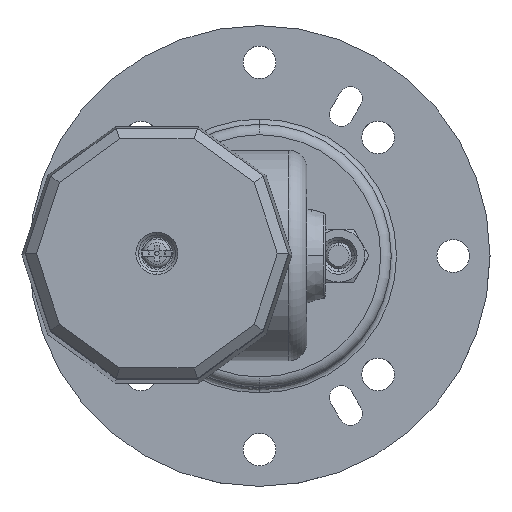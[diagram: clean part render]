
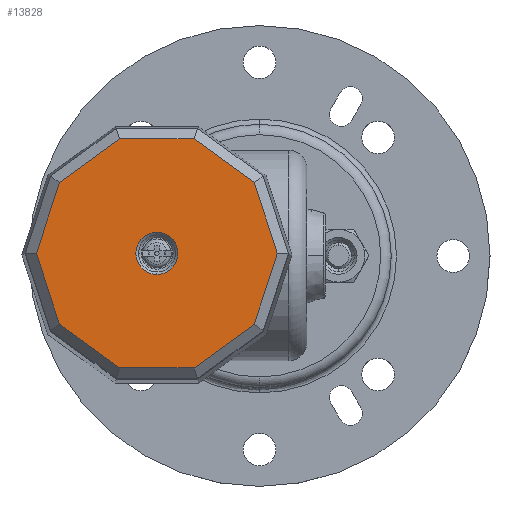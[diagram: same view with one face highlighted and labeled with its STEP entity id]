
A CAD part, top view. The second image highlights one B-rep face of the part: STEP entity #13828.
In plain terms, the highlighted planar face has unit normal (0, 0, 1).
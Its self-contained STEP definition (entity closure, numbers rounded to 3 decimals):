
#13060=CARTESIAN_POINT('',(-19.5,-4.,336.));
#13061=VERTEX_POINT('',#13060);
#13070=CARTESIAN_POINT('',(-19.5,4.,336.));
#13071=VERTEX_POINT('',#13070);
#13072=CARTESIAN_POINT('',(-19.5,0.,336.));
#13073=DIRECTION('',(0.0,0.0,1.0));
#13074=DIRECTION('',(0.0,-1.0,0.0));
#13075=AXIS2_PLACEMENT_3D('',#13072,#13073,#13074);
#13076=CIRCLE('',#13075,4.0);
#13077=EDGE_CURVE('',#13061,#13071,#13076,.T.);
#13566=CARTESIAN_POINT('',(-26.567,-21.75,336.));
#13567=VERTEX_POINT('',#13566);
#13568=CARTESIAN_POINT('',(-38.002,-13.442,336.));
#13569=VERTEX_POINT('',#13568);
#13570=CARTESIAN_POINT('',(-26.567,-21.75,336.));
#13571=DIRECTION('',(-0.809,0.588,0.0));
#13572=VECTOR('',#13571,14.134);
#13573=LINE('',#13570,#13572);
#13574=EDGE_CURVE('',#13567,#13569,#13573,.T.);
#13597=CARTESIAN_POINT('',(-42.369,0.,336.));
#13598=VERTEX_POINT('',#13597);
#13599=CARTESIAN_POINT('',(-38.002,-13.442,336.));
#13600=DIRECTION('',(-0.309,0.951,0.0));
#13601=VECTOR('',#13600,14.134);
#13602=LINE('',#13599,#13601);
#13603=EDGE_CURVE('',#13569,#13598,#13602,.T.);
#13621=CARTESIAN_POINT('',(-38.002,13.442,336.));
#13622=VERTEX_POINT('',#13621);
#13623=CARTESIAN_POINT('',(-42.369,0.,336.));
#13624=DIRECTION('',(0.309,0.951,0.0));
#13625=VECTOR('',#13624,14.134);
#13626=LINE('',#13623,#13625);
#13627=EDGE_CURVE('',#13598,#13622,#13626,.T.);
#13645=CARTESIAN_POINT('',(-26.567,21.75,336.));
#13646=VERTEX_POINT('',#13645);
#13647=CARTESIAN_POINT('',(-38.002,13.442,336.));
#13648=DIRECTION('',(0.809,0.588,0.0));
#13649=VECTOR('',#13648,14.134);
#13650=LINE('',#13647,#13649);
#13651=EDGE_CURVE('',#13622,#13646,#13650,.T.);
#13669=CARTESIAN_POINT('',(-12.433,21.75,336.));
#13670=VERTEX_POINT('',#13669);
#13671=CARTESIAN_POINT('',(-26.567,21.75,336.));
#13672=DIRECTION('',(1.0,0.0,0.0));
#13673=VECTOR('',#13672,14.134);
#13674=LINE('',#13671,#13673);
#13675=EDGE_CURVE('',#13646,#13670,#13674,.T.);
#13693=CARTESIAN_POINT('',(-0.998,13.442,336.));
#13694=VERTEX_POINT('',#13693);
#13695=CARTESIAN_POINT('',(-12.433,21.75,336.));
#13696=DIRECTION('',(0.809,-0.588,0.0));
#13697=VECTOR('',#13696,14.134);
#13698=LINE('',#13695,#13697);
#13699=EDGE_CURVE('',#13670,#13694,#13698,.T.);
#13717=CARTESIAN_POINT('',(3.369,0.,336.));
#13718=VERTEX_POINT('',#13717);
#13719=CARTESIAN_POINT('',(-0.998,13.442,336.));
#13720=DIRECTION('',(0.309,-0.951,0.0));
#13721=VECTOR('',#13720,14.134);
#13722=LINE('',#13719,#13721);
#13723=EDGE_CURVE('',#13694,#13718,#13722,.T.);
#13741=CARTESIAN_POINT('',(-0.998,-13.442,336.));
#13742=VERTEX_POINT('',#13741);
#13743=CARTESIAN_POINT('',(3.369,0.,336.));
#13744=DIRECTION('',(-0.309,-0.951,0.0));
#13745=VECTOR('',#13744,14.134);
#13746=LINE('',#13743,#13745);
#13747=EDGE_CURVE('',#13718,#13742,#13746,.T.);
#13765=CARTESIAN_POINT('',(-12.433,-21.75,336.));
#13766=VERTEX_POINT('',#13765);
#13767=CARTESIAN_POINT('',(-0.998,-13.442,336.));
#13768=DIRECTION('',(-0.809,-0.588,0.0));
#13769=VECTOR('',#13768,14.134);
#13770=LINE('',#13767,#13769);
#13771=EDGE_CURVE('',#13742,#13766,#13770,.T.);
#13789=CARTESIAN_POINT('',(-12.433,-21.75,336.));
#13790=DIRECTION('',(-1.0,0.0,0.0));
#13791=VECTOR('',#13790,14.134);
#13792=LINE('',#13789,#13791);
#13793=EDGE_CURVE('',#13766,#13567,#13792,.T.);
#13801=CARTESIAN_POINT('',(-19.5,0.,336.));
#13802=DIRECTION('',(0.0,0.0,1.0));
#13803=DIRECTION('',(0.0,1.0,0.0));
#13804=AXIS2_PLACEMENT_3D('',#13801,#13802,#13803);
#13805=PLANE('',#13804);
#13806=ORIENTED_EDGE('',*,*,#13574,.F.);
#13807=ORIENTED_EDGE('',*,*,#13793,.F.);
#13808=ORIENTED_EDGE('',*,*,#13771,.F.);
#13809=ORIENTED_EDGE('',*,*,#13747,.F.);
#13810=ORIENTED_EDGE('',*,*,#13723,.F.);
#13811=ORIENTED_EDGE('',*,*,#13699,.F.);
#13812=ORIENTED_EDGE('',*,*,#13675,.F.);
#13813=ORIENTED_EDGE('',*,*,#13651,.F.);
#13814=ORIENTED_EDGE('',*,*,#13627,.F.);
#13815=ORIENTED_EDGE('',*,*,#13603,.F.);
#13816=EDGE_LOOP('',(#13806,#13807,#13808,#13809,#13810,#13811,#13812,#13813,#13814,#13815));
#13817=FACE_OUTER_BOUND('',#13816,.T.);
#13818=CARTESIAN_POINT('',(-19.5,0.,336.));
#13819=DIRECTION('',(0.0,0.0,1.0));
#13820=DIRECTION('',(0.0,-1.0,0.0));
#13821=AXIS2_PLACEMENT_3D('',#13818,#13819,#13820);
#13822=CIRCLE('',#13821,4.0);
#13823=EDGE_CURVE('',#13071,#13061,#13822,.T.);
#13824=ORIENTED_EDGE('',*,*,#13823,.F.);
#13825=ORIENTED_EDGE('',*,*,#13077,.F.);
#13826=EDGE_LOOP('',(#13824,#13825));
#13827=FACE_BOUND('',#13826,.T.);
#13828=ADVANCED_FACE('',(#13817,#13827),#13805,.T.);
